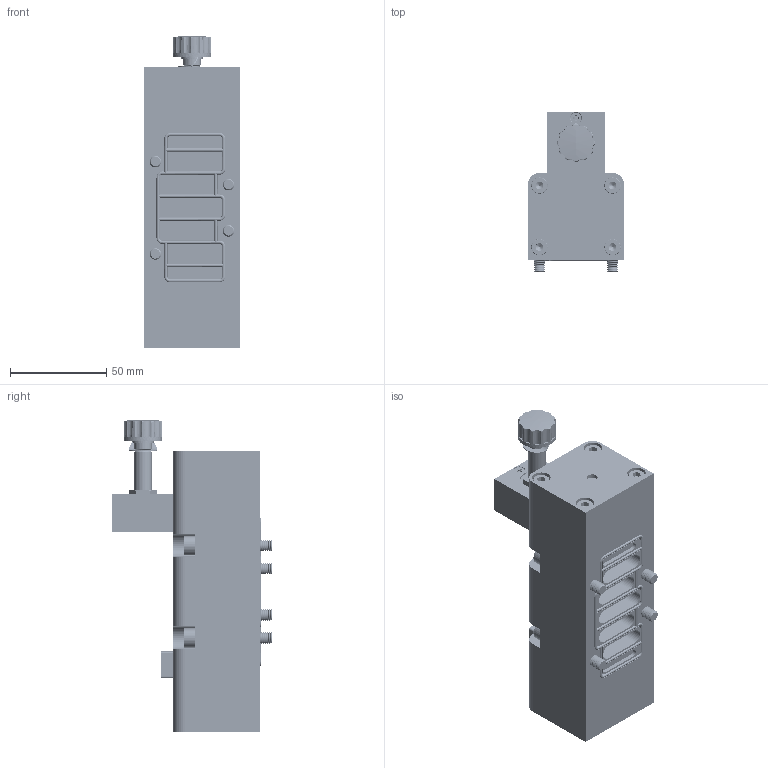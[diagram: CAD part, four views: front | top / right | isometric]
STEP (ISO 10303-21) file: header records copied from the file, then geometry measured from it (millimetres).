
FILE_DESCRIPTION (( 'STEP AP214' ), '1' );
FILE_NAME ('02_073_3.STEP', '2016-02-09T15:17:51', ( '' ), ( '' ), 'SwSTEP 2.0', 'SolidWorks 2016', '' );
FILE_SCHEMA (( 'AUTOMOTIVE_DESIGN' ));
Length unit declared in the file: millimetre
Products named in the file (1): 02_073_3
Bounding box: 50 x 83.5 x 162.4 mm (x, y, z)
Volume: 334874.6 mm3; surface area: 76876.1 mm2
Topology: 22 solids, 24 shells, 3635 faces, 9423 edges, 5854 vertices
Faces by surface type: cone 1775, cylinder 1118, plane 605, torus 131, bspline 4, sphere 2
Entity records: 116792 total; most frequent: DIRECTION 21342, CARTESIAN_POINT 20656, ORIENTED_EDGE 18758, EDGE_CURVE 9379, AXIS2_PLACEMENT_3D 8681, VERTEX_POINT 5854, CIRCLE 5049, VECTOR 3980
